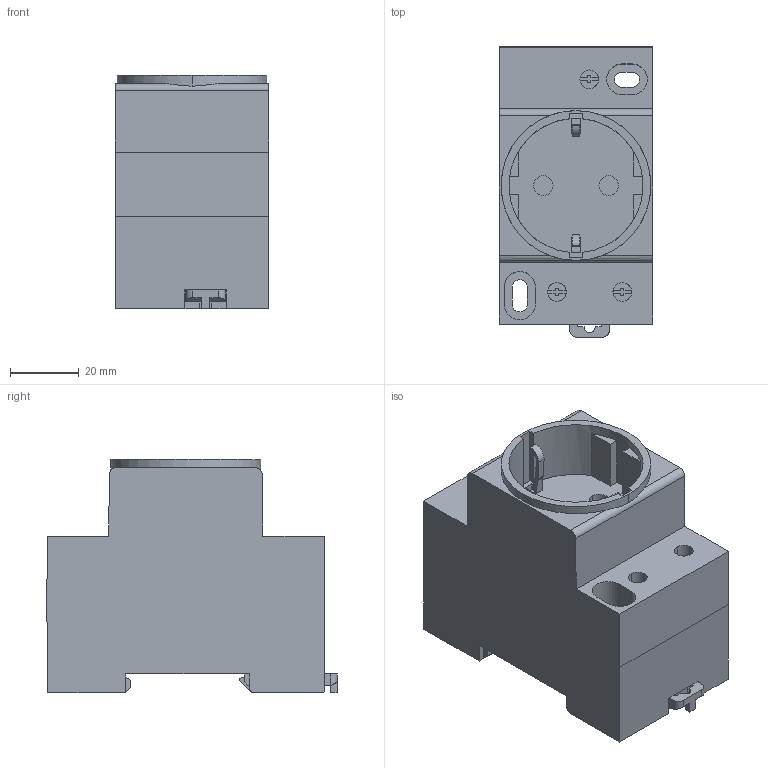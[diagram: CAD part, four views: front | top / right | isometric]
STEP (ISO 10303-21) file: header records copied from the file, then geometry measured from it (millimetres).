
FILE_DESCRIPTION((''),'2;1');
FILE_NAME('SB103148_3D-SIMPLIFIE_SW0001','2011-03-15T',('MCordero'),(''),'PRO/ENGINEER BY PARAMETRIC TECHNOLOGY CORPORATION, 2006170','PRO/ENGINEER BY PARAMETRIC TECHNOLOGY CORPORATION, 2006170','');
FILE_SCHEMA(('CONFIG_CONTROL_DESIGN'));
Length unit declared in the file: millimetre
Products named in the file (1): SB103148_3D-SIMPLIFIE_SW0001
Bounding box: 44.7 x 84.4 x 67.9 mm (x, y, z)
Volume: 166007.8 mm3; surface area: 30714.1 mm2
Topology: 1 solids, 1 shells, 271 faces, 783 edges, 524 vertices
Faces by surface type: plane 214, cylinder 57
Entity records: 9061 total; most frequent: CARTESIAN_POINT 1738, ORIENTED_EDGE 1566, DIRECTION 1465, EDGE_CURVE 783, VECTOR 615, LINE 615, VERTEX_POINT 524, AXIS2_PLACEMENT_3D 425
